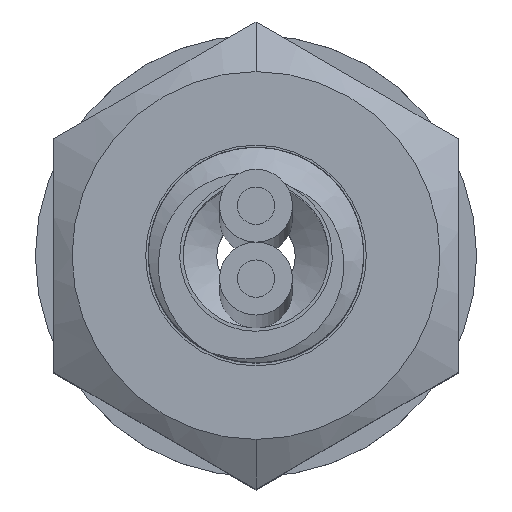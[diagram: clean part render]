
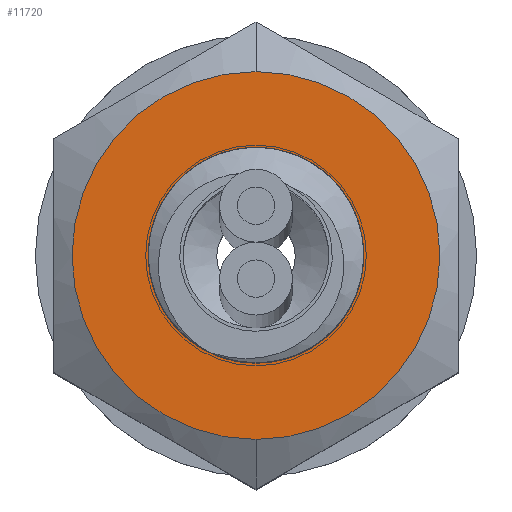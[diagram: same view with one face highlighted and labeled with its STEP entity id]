
A CAD part, top view. The second image highlights one B-rep face of the part: STEP entity #11720.
In plain terms, the highlighted planar face has unit normal (0, 0, 1).
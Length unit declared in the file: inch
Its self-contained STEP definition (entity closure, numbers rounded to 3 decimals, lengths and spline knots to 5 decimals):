
#11457=CARTESIAN_POINT('',(0.,0.,2.4));
#11458=DIRECTION('',(0.,0.,1.));
#11459=DIRECTION('',(-1.,0.,0.));
#11460=AXIS2_PLACEMENT_3D('',#11457,#11458,#11459);
#11462=CARTESIAN_POINT('',(0.,0.,2.4));
#11463=DIRECTION('',(0.,0.,1.));
#11464=DIRECTION('',(1.,0.,0.));
#11465=AXIS2_PLACEMENT_3D('',#11462,#11463,#11464);
#11467=CARTESIAN_POINT('',(0.,0.,2.4));
#11468=DIRECTION('',(0.,0.,1.));
#11469=DIRECTION('',(0.,1.,0.));
#11470=AXIS2_PLACEMENT_3D('',#11467,#11468,#11469);
#11472=CARTESIAN_POINT('',(0.,0.,2.4));
#11473=DIRECTION('',(0.,0.,1.));
#11474=DIRECTION('',(0.,-1.,0.));
#11475=AXIS2_PLACEMENT_3D('',#11472,#11473,#11474);
#11478=CARTESIAN_POINT('',(-1.25,0.,2.4));
#11480=VERTEX_POINT('',#11478);
#11482=CARTESIAN_POINT('',(1.25,0.,2.4));
#11484=VERTEX_POINT('',#11482);
#11485=CARTESIAN_POINT('',(0.,2.5,2.4));
#11487=VERTEX_POINT('',#11485);
#11493=CARTESIAN_POINT('',(0.,-2.5,2.4));
#11495=VERTEX_POINT('',#11493);
#11707=CARTESIAN_POINT('',(0.,0.,2.4));
#11708=DIRECTION('',(0.,0.,1.));
#11709=DIRECTION('',(1.,0.,0.));
#11710=AXIS2_PLACEMENT_3D('',#11707,#11708,#11709);
#11711=PLANE('',#11710);
#11712=ORIENTED_EDGE('',*,*,#11532,.F.);
#11713=ORIENTED_EDGE('',*,*,#11557,.F.);
#11714=EDGE_LOOP('',(#11712,#11713));
#11715=FACE_OUTER_BOUND('',#11714,.F.);
#11716=ORIENTED_EDGE('',*,*,#11689,.T.);
#11717=ORIENTED_EDGE('',*,*,#11700,.T.);
#11718=EDGE_LOOP('',(#11716,#11717));
#11719=FACE_BOUND('',#11718,.F.);
#11720=ADVANCED_FACE('',(#11715,#11719),#11711,.T.);
#11461=CIRCLE('',#11460,1.25);
#11466=CIRCLE('',#11465,1.25);
#11471=CIRCLE('',#11470,2.5);
#11476=CIRCLE('',#11475,2.5);
#11532=EDGE_CURVE('',#11487,#11495,#11471,.T.);
#11557=EDGE_CURVE('',#11495,#11487,#11476,.T.);
#11689=EDGE_CURVE('',#11480,#11484,#11461,.T.);
#11700=EDGE_CURVE('',#11484,#11480,#11466,.T.);
